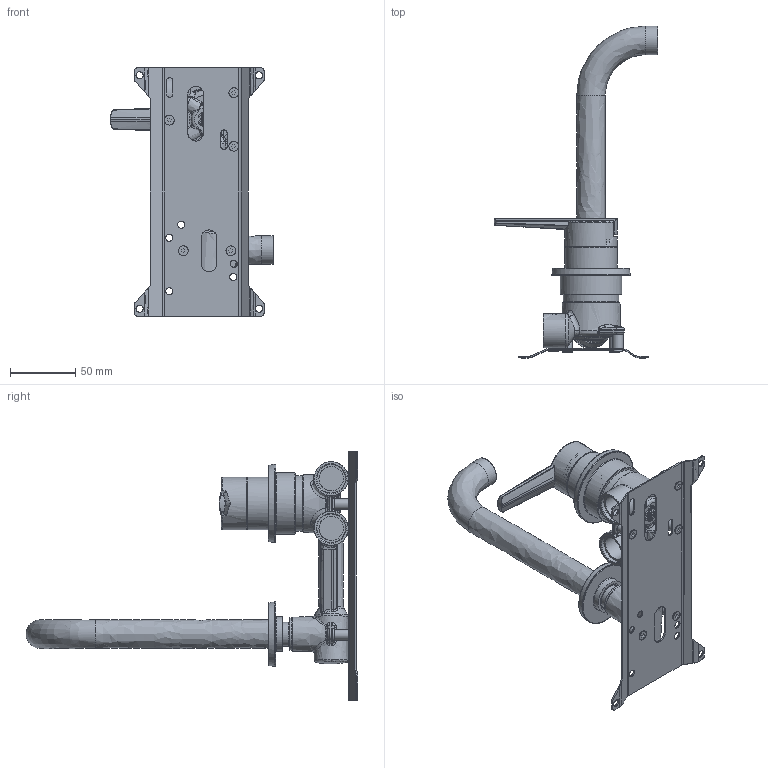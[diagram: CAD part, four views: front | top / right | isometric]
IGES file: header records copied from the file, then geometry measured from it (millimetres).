
Global section: file name: T2020-1CTL; native system: Autodesk Inventor 2020; preprocessor: unknown; author: camerond; date: 20221206.154855; units: millimetre
Bounding box: 125 x 254 x 190 mm (x, y, z)
Volume: 253701 mm3; surface area: 155757.2 mm2
Topology: 40 solids, 40 shells, 3803 faces, 9605 edges, 6005 vertices
Faces by surface type: bspline 3803
